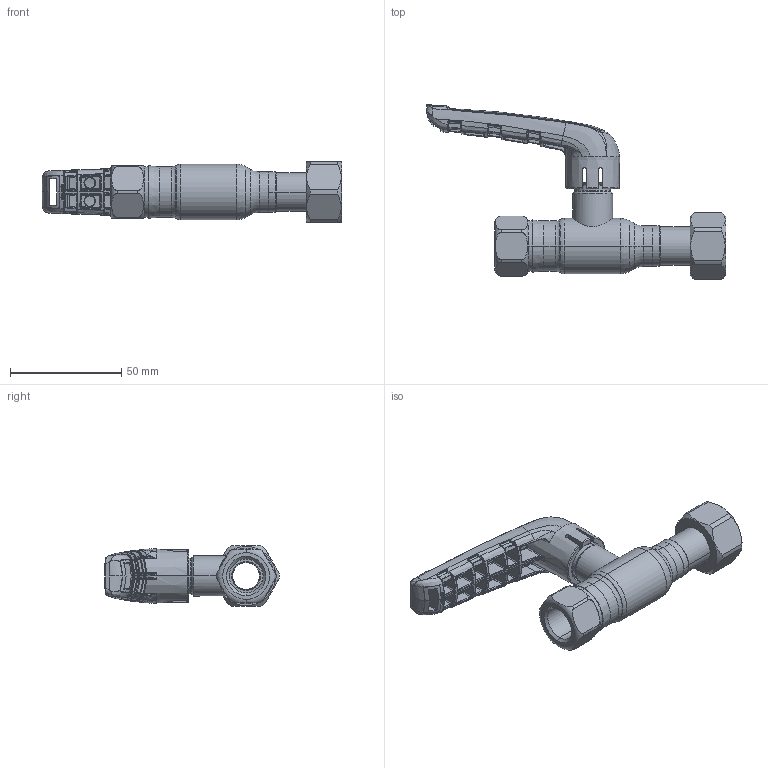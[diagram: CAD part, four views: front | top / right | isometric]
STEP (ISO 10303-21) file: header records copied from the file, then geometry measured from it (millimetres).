
FILE_DESCRIPTION (( 'STEP AP214' ), '1' );
FILE_NAME ('2010002200-xxxx.step', '2019-05-10T06:54:54', ( '' ), ( '' ), 'SwSTEP 2.0', 'SolidWorks 2017', '' );
FILE_SCHEMA (( 'AUTOMOTIVE_DESIGN' ));
Length unit declared in the file: millimetre
Products named in the file (1): 2010002200-xxxx
Bounding box: 134.68 x 78.68 x 27 mm (x, y, z)
Surface area: 22559.8 mm2 (no closed solid volume)
Topology: 0 solids, 11 shells, 844 faces, 2426 edges, 1493 vertices
Faces by surface type: bspline 663, plane 67, cylinder 50, cone 33, torus 31
Entity records: 68604 total; most frequent: CARTESIAN_POINT 43174, ORIENTED_EDGE 4221, EDGE_CURVE 2398, DIRECTION 1719, B_SPLINE_CURVE_WITH_KNOTS 1616, VERTEX_POINT 1493, EDGE_LOOP 870, UNCERTAINTY_MEASURE_WITH_UNIT 846
